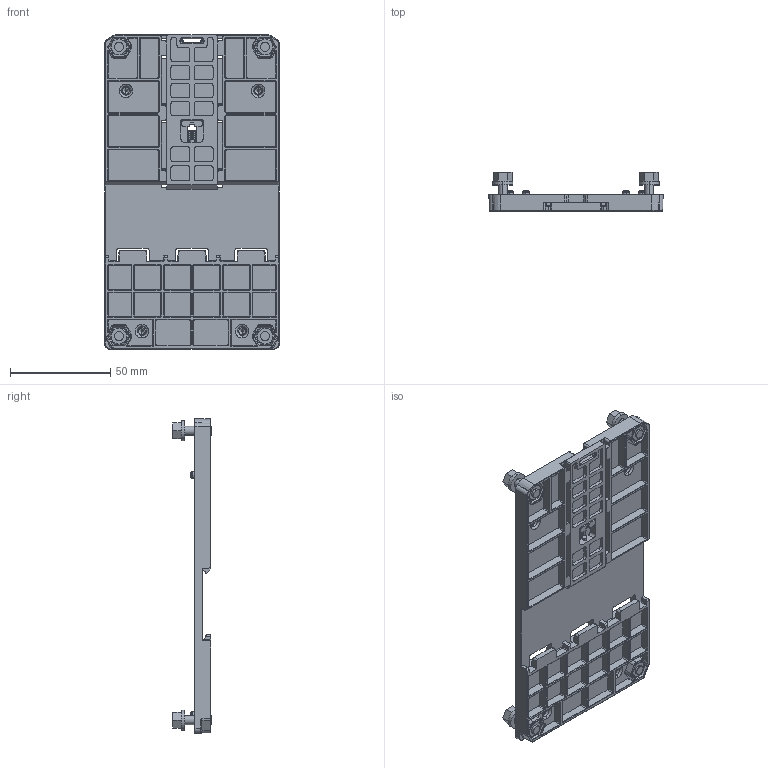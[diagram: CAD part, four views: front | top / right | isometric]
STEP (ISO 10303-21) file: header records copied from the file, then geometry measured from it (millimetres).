
FILE_DESCRIPTION (( 'STEP AP214' ), '1' );
FILE_NAME ('MKM-DRC-PD-3D01 R1.STEP', '2020-03-10T20:42:44', ( '' ), ( '' ), 'SwSTEP 2.0', 'SolidWorks 2017', '' );
FILE_SCHEMA (( 'AUTOMOTIVE_DESIGN' ));
Length unit declared in the file: inch
Products named in the file (1): MKM-DRC-PD-3D01 R1
Bounding box: 87 x 19.3 x 157 mm (x, y, z)
Volume: 49156.2 mm3; surface area: 54670.8 mm2
Topology: 10 solids, 10 shells, 2329 faces, 6158 edges, 3992 vertices
Faces by surface type: plane 1032, cylinder 796, bspline 349, cone 122, torus 30
Entity records: 137158 total; most frequent: CARTESIAN_POINT 61647, ORIENTED_EDGE 12316, DIRECTION 7478, EDGE_CURVE 6158, VERTEX_POINT 3992, LINE 2726, VECTOR 2726, B_SPLINE_CURVE_WITH_KNOTS 2680
